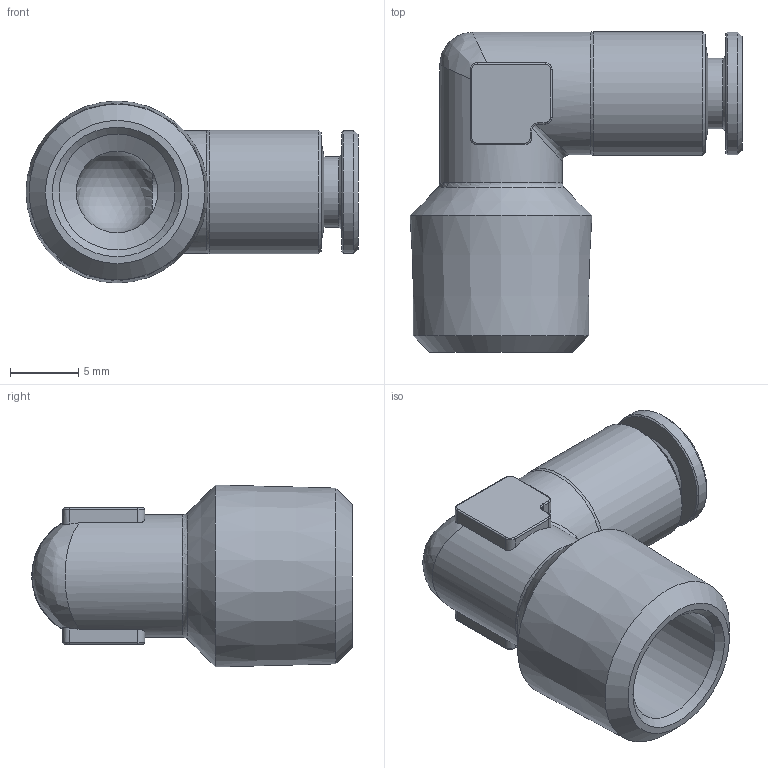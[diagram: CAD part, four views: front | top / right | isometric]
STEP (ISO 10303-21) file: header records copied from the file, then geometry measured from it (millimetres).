
FILE_DESCRIPTION( ( 'STEP AP214' ), '1' );
FILE_NAME( 'psolqas_3196_12.stp', '2020-12-01T17:09:07', ( 'License CC BY-ND 4.0' ), ( 'CADENAS' ), ' ', 'PARTsolutions', ' ' );
FILE_SCHEMA( ( 'AUTOMOTIVE_DESIGN { 1 0 10303 214 1 1 1 1 }' ) );
Length unit declared in the file: metre
Products named in the file (1): Rivoluzione1
Bounding box: 24.38 x 23.55 x 13.37 mm (x, y, z)
Volume: 2037.6 mm3; surface area: 2073.7 mm2
Topology: 1 solids, 1 shells, 81 faces, 194 edges, 115 vertices
Faces by surface type: cylinder 33, plane 18, torus 15, cone 12, bspline 2, sphere 1
Full cylindrical faces by diameter (mm): 3 x1, 4.15 x1, 5.2 x1, 6 x1, 8.5 x1, 9 x3, 9.1 x1
Entity records: 3154 total; most frequent: CARTESIAN_POINT 764, DIRECTION 376, ORIENTED_EDGE 322, EDGE_CURVE 161, AXIS2_PLACEMENT_3D 160, EDGE_LOOP 109, VERTEX_POINT 108, FACE_OUTER_BOUND 93
